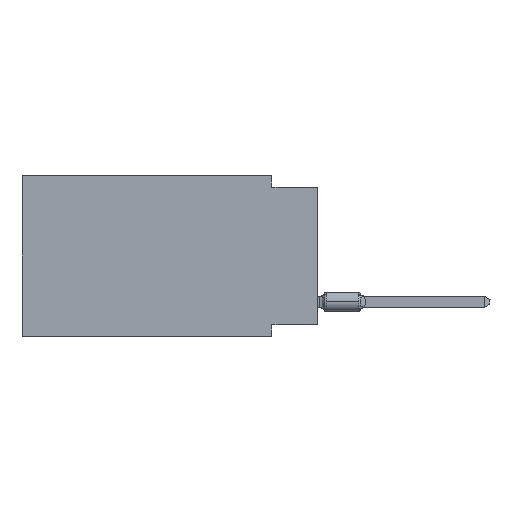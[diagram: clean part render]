
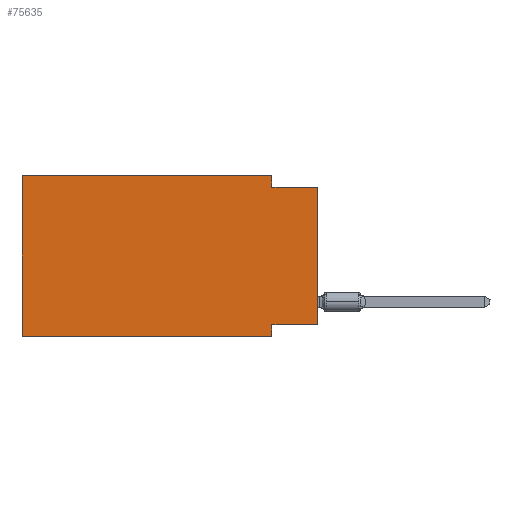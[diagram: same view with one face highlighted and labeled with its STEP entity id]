
A CAD part, left-side view. The second image highlights one B-rep face of the part: STEP entity #75635.
In plain terms, the highlighted planar face has unit normal (-1, 0, 0).
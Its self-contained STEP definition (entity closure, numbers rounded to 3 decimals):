
#1462 = CARTESIAN_POINT ( 'NONE',  ( 0., 0., -0.635 ) ) ;
#2242 = VERTEX_POINT ( 'NONE', #29218 ) ;
#2388 = VECTOR ( 'NONE', #22387, 1000. ) ;
#4737 = FACE_OUTER_BOUND ( 'NONE', #85416, .T. ) ;
#5202 = VERTEX_POINT ( 'NONE', #64275 ) ;
#7301 = LINE ( 'NONE', #91677, #28529 ) ;
#10368 = EDGE_CURVE ( 'NONE', #71194, #5202, #81448, .T. ) ;
#10783 = DIRECTION ( 'NONE',  ( 0., 0., -1. ) ) ;
#10812 = VECTOR ( 'NONE', #83630, 1000. ) ;
#11646 = VECTOR ( 'NONE', #83773, 1000. ) ;
#12651 = DIRECTION ( 'NONE',  ( 0., 0., -1. ) ) ;
#12912 = VERTEX_POINT ( 'NONE', #88172 ) ;
#14620 = CARTESIAN_POINT ( 'NONE',  ( 0., 2.54, -8.255 ) ) ;
#17916 = VERTEX_POINT ( 'NONE', #38571 ) ;
#18615 = ORIENTED_EDGE ( 'NONE', *, *, #84570, .F. ) ;
#22387 = DIRECTION ( 'NONE',  ( 0., 0., -1. ) ) ;
#23305 = LINE ( 'NONE', #44177, #30343 ) ;
#25181 = AXIS2_PLACEMENT_3D ( 'NONE', #65252, #80635, #12651 ) ;
#25266 = ORIENTED_EDGE ( 'NONE', *, *, #10368, .F. ) ;
#25303 = LINE ( 'NONE', #77905, #33261 ) ;
#28529 = VECTOR ( 'NONE', #46012, 1000. ) ;
#29218 = CARTESIAN_POINT ( 'NONE',  ( 0., 0., -8.255 ) ) ;
#30343 = VECTOR ( 'NONE', #45652, 1000. ) ;
#31384 = CARTESIAN_POINT ( 'NONE',  ( 0., 16.383, 0. ) ) ;
#33261 = VECTOR ( 'NONE', #48128, 1000. ) ;
#34480 = ORIENTED_EDGE ( 'NONE', *, *, #87697, .T. ) ;
#35955 = EDGE_CURVE ( 'NONE', #93457, #17916, #60923, .T. ) ;
#38118 = VERTEX_POINT ( 'NONE', #78907 ) ;
#38571 = CARTESIAN_POINT ( 'NONE',  ( 0., 16.383, 0. ) ) ;
#40427 = CARTESIAN_POINT ( 'NONE',  ( 0., 16.383, -8.89 ) ) ;
#44177 = CARTESIAN_POINT ( 'NONE',  ( 0., 16.383, -8.89 ) ) ;
#44957 = ORIENTED_EDGE ( 'NONE', *, *, #60969, .F. ) ;
#45652 = DIRECTION ( 'NONE',  ( 0., -1., 0. ) ) ;
#46012 = DIRECTION ( 'NONE',  ( 0., 1., 0. ) ) ;
#48128 = DIRECTION ( 'NONE',  ( 0., 0., 1. ) ) ;
#48986 = CARTESIAN_POINT ( 'NONE',  ( 0., 2.54, 0. ) ) ;
#53487 = CARTESIAN_POINT ( 'NONE',  ( 0., 16.383, 0. ) ) ;
#60192 = EDGE_CURVE ( 'NONE', #2242, #71194, #7301, .T. ) ;
#60923 = LINE ( 'NONE', #53487, #11646 ) ;
#60969 = EDGE_CURVE ( 'NONE', #17916, #12912, #84004, .T. ) ;
#61172 = VECTOR ( 'NONE', #10783, 1000. ) ;
#63405 = ORIENTED_EDGE ( 'NONE', *, *, #60192, .F. ) ;
#63620 = ORIENTED_EDGE ( 'NONE', *, *, #35955, .F. ) ;
#64275 = CARTESIAN_POINT ( 'NONE',  ( 0., 2.54, -8.89 ) ) ;
#65252 = CARTESIAN_POINT ( 'NONE',  ( 0., 16.383, 0. ) ) ;
#71194 = VERTEX_POINT ( 'NONE', #14620 ) ;
#72693 = PLANE ( 'NONE',  #25181 ) ;
#73681 = CARTESIAN_POINT ( 'NONE',  ( 0., 0., -0.635 ) ) ;
#74552 = DIRECTION ( 'NONE',  ( 0., -1., 0. ) ) ;
#75635 = ADVANCED_FACE ( 'NONE', ( #4737 ), #72693, .F. ) ;
#77905 = CARTESIAN_POINT ( 'NONE',  ( 0., 0., 0. ) ) ;
#78907 = CARTESIAN_POINT ( 'NONE',  ( 0., 2.54, -0.635 ) ) ;
#79194 = EDGE_CURVE ( 'NONE', #12912, #38118, #84755, .T. ) ;
#80635 = DIRECTION ( 'NONE',  ( 1., 0., 0. ) ) ;
#81448 = LINE ( 'NONE', #81951, #2388 ) ;
#81951 = CARTESIAN_POINT ( 'NONE',  ( 0., 2.54, -8.89 ) ) ;
#83630 = DIRECTION ( 'NONE',  ( 0., -1., 0. ) ) ;
#83773 = DIRECTION ( 'NONE',  ( 0., 0., 1. ) ) ;
#84004 = LINE ( 'NONE', #31384, #90411 ) ;
#84096 = VERTEX_POINT ( 'NONE', #1462 ) ;
#84236 = ORIENTED_EDGE ( 'NONE', *, *, #89992, .T. ) ;
#84570 = EDGE_CURVE ( 'NONE', #38118, #84096, #90079, .T. ) ;
#84755 = LINE ( 'NONE', #48986, #61172 ) ;
#85416 = EDGE_LOOP ( 'NONE', ( #34480, #18615, #87759, #44957, #63620, #84236, #25266, #63405 ) ) ;
#87697 = EDGE_CURVE ( 'NONE', #2242, #84096, #25303, .T. ) ;
#87759 = ORIENTED_EDGE ( 'NONE', *, *, #79194, .F. ) ;
#88172 = CARTESIAN_POINT ( 'NONE',  ( 0., 2.54, 0. ) ) ;
#89992 = EDGE_CURVE ( 'NONE', #93457, #5202, #23305, .T. ) ;
#90079 = LINE ( 'NONE', #73681, #10812 ) ;
#90411 = VECTOR ( 'NONE', #74552, 1000. ) ;
#91677 = CARTESIAN_POINT ( 'NONE',  ( 0., 0., -8.255 ) ) ;
#93457 = VERTEX_POINT ( 'NONE', #40427 ) ;
